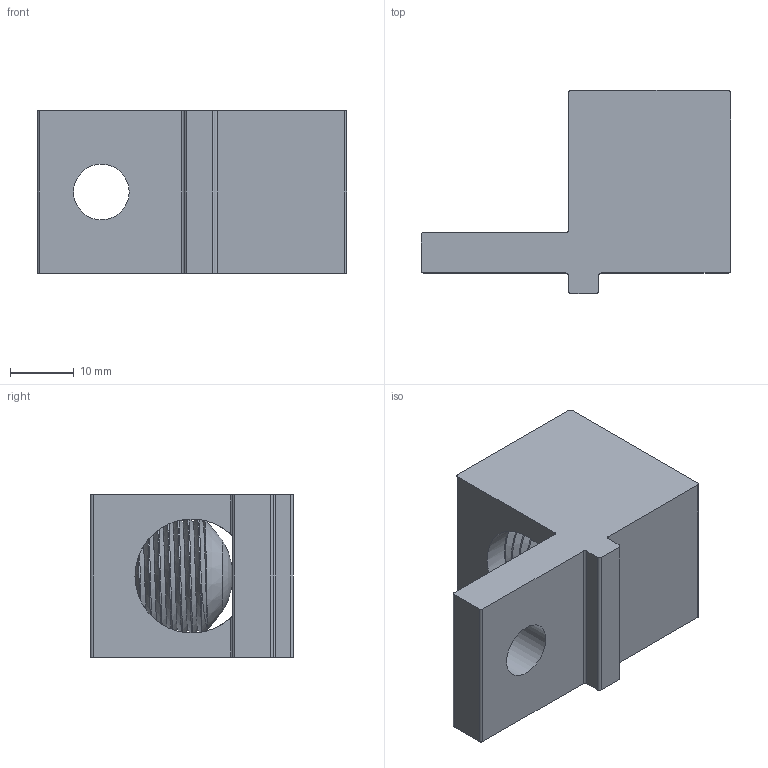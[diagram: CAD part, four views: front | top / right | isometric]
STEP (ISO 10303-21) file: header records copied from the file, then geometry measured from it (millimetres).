
FILE_DESCRIPTION(/* description */ (''),/* implementation_level */ '2;1');
FILE_NAME(/* name */ 'S350-TP-34-51.stp',/* time_stamp */ '2017-11-15T11:45:36-05:00',/* author */ ('tsmith'),/* organization */ (''),/* preprocessor_version */ 'ST-DEVELOPER v16.5',/* originating_system */ 'Autodesk Inventor 2017',/* authorisation */ '');
FILE_SCHEMA (('AUTOMOTIVE_DESIGN { 1 0 10303 214 3 1 1 }'));
Length unit declared in the file: inch
Products named in the file (3): S350-TP-34-51; S350-TP-34-51_1; 14241
Assembly tree (2 placements, depth 2):
  S350-TP-34-51
    S350-TP-34-51_1
    14241
Bounding box: 48.41 x 31.75 x 25.4 mm (x, y, z)
Volume: 18010.6 mm3; surface area: 9432.2 mm2
Topology: 2 solids, 2 shells, 48 faces, 132 edges, 88 vertices
Faces by surface type: plane 20, cylinder 17, cone 8, bspline 2, sphere 1
Full cylindrical faces by diameter (mm): 8.712 x1, 17.323 x1, 17.856 x1
Entity records: 3518 total; most frequent: CARTESIAN_POINT 2321, DIRECTION 228, ORIENTED_EDGE 224, EDGE_CURVE 112, AXIS2_PLACEMENT_3D 86, VERTEX_POINT 78, EDGE_LOOP 64, LINE 56
